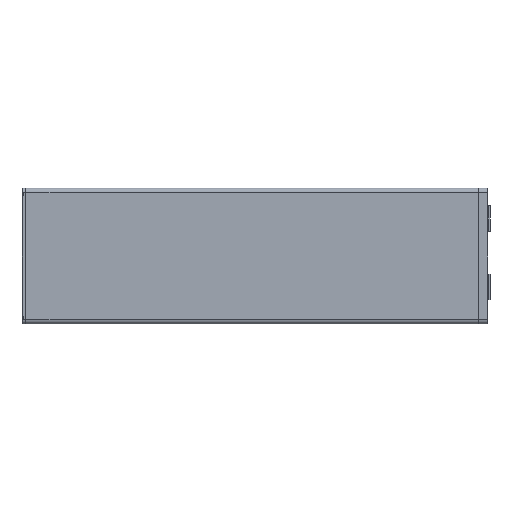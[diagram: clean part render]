
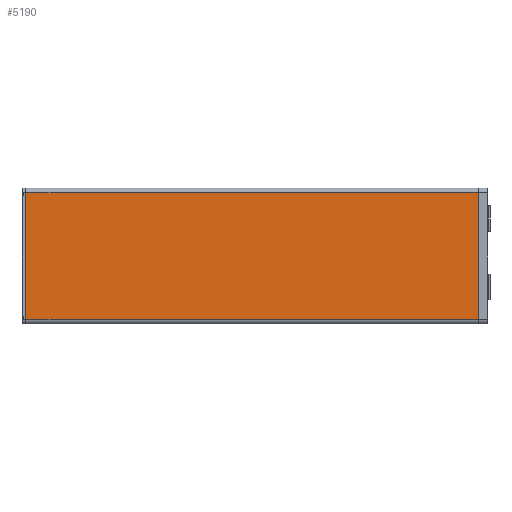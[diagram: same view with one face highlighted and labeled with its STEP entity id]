
A CAD part, left-side view. The second image highlights one B-rep face of the part: STEP entity #5190.
In plain terms, the highlighted planar face has unit normal (-1, 0, 0).
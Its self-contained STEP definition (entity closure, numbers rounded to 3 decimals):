
#595 = CARTESIAN_POINT ( 'NONE',  ( -37.5, 357., -101.5 ) ) ;
#4825 = VECTOR ( 'NONE', #48576, 1000. ) ;
#4982 = FACE_OUTER_BOUND ( 'NONE', #22716, .T. ) ;
#5190 = ADVANCED_FACE ( 'NONE', ( #4982 ), #36524, .T. ) ;
#16904 = DIRECTION ( 'NONE',  ( 0., 0., 1. ) ) ;
#19832 = LINE ( 'NONE', #27593, #70168 ) ;
#19996 = DIRECTION ( 'NONE',  ( 0., -1., 0. ) ) ;
#21497 = DIRECTION ( 'NONE',  ( 0., -1., 0. ) ) ;
#22398 = VERTEX_POINT ( 'NONE', #595 ) ;
#22716 = EDGE_LOOP ( 'NONE', ( #53269, #73874, #41904, #44625 ) ) ;
#22977 = CARTESIAN_POINT ( 'NONE',  ( -37.5, 7., -101.5 ) ) ;
#23762 = LINE ( 'NONE', #87360, #4825 ) ;
#24540 = EDGE_CURVE ( 'NONE', #22398, #73940, #34503, .T. ) ;
#27593 = CARTESIAN_POINT ( 'NONE',  ( -37.5, 357., -3.5 ) ) ;
#29264 = CARTESIAN_POINT ( 'NONE',  ( -37.5, 357., -3.5 ) ) ;
#30015 = VERTEX_POINT ( 'NONE', #44712 ) ;
#30381 = LINE ( 'NONE', #62435, #91757 ) ;
#32860 = EDGE_CURVE ( 'NONE', #79025, #30015, #19832, .T. ) ;
#34503 = LINE ( 'NONE', #58296, #97452 ) ;
#36524 = PLANE ( 'NONE',  #102037 ) ;
#37346 = CARTESIAN_POINT ( 'NONE',  ( -37.5, 7., -3.5 ) ) ;
#40561 = EDGE_CURVE ( 'NONE', #30015, #22398, #23762, .T. ) ;
#41904 = ORIENTED_EDGE ( 'NONE', *, *, #40561, .T. ) ;
#43087 = DIRECTION ( 'NONE',  ( 0., 1., 0. ) ) ;
#44625 = ORIENTED_EDGE ( 'NONE', *, *, #24540, .T. ) ;
#44712 = CARTESIAN_POINT ( 'NONE',  ( -37.5, 357., -3.5 ) ) ;
#48576 = DIRECTION ( 'NONE',  ( 0., 0., -1. ) ) ;
#53269 = ORIENTED_EDGE ( 'NONE', *, *, #60064, .T. ) ;
#58296 = CARTESIAN_POINT ( 'NONE',  ( -37.5, 357., -101.5 ) ) ;
#60064 = EDGE_CURVE ( 'NONE', #73940, #79025, #30381, .T. ) ;
#60812 = DIRECTION ( 'NONE',  ( -1., 0., 0. ) ) ;
#62435 = CARTESIAN_POINT ( 'NONE',  ( -37.5, 7., -3.5 ) ) ;
#70168 = VECTOR ( 'NONE', #43087, 1000. ) ;
#73874 = ORIENTED_EDGE ( 'NONE', *, *, #32860, .T. ) ;
#73940 = VERTEX_POINT ( 'NONE', #22977 ) ;
#79025 = VERTEX_POINT ( 'NONE', #37346 ) ;
#87360 = CARTESIAN_POINT ( 'NONE',  ( -37.5, 357., -3.5 ) ) ;
#91757 = VECTOR ( 'NONE', #16904, 1000. ) ;
#97452 = VECTOR ( 'NONE', #19996, 1000. ) ;
#102037 = AXIS2_PLACEMENT_3D ( 'NONE', #29264, #60812, #21497 ) ;
